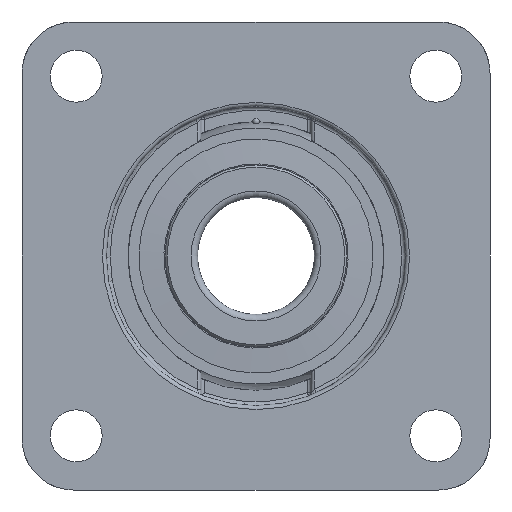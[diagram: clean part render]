
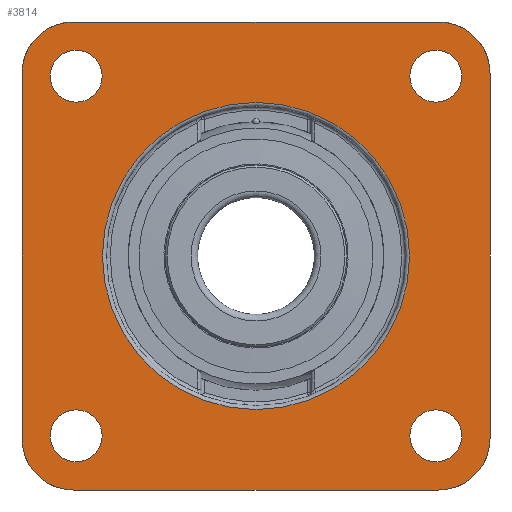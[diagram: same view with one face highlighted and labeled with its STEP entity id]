
A CAD part, left-side view. The second image highlights one B-rep face of the part: STEP entity #3814.
In plain terms, the highlighted face is planar.
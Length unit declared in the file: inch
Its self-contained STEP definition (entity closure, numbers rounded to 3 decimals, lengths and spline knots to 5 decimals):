
#3475=CARTESIAN_POINT('',(1.65798,-2.12598,0.));
#3476=VERTEX_POINT('',#3475);
#3483=CARTESIAN_POINT('',(2.12598,-1.65798,0.));
#3484=VERTEX_POINT('',#3483);
#3485=CARTESIAN_POINT('',(1.65798,-1.65798,0.));
#3486=DIRECTION('',(0.,0.,1.));
#3487=DIRECTION('',(1.,0.,-0.));
#3488=AXIS2_PLACEMENT_3D('',#3485,#3486,#3487);
#3489=CIRCLE('',#3488,0.468);
#3490=EDGE_CURVE('',#3476,#3484,#3489,.T.);
#3507=CARTESIAN_POINT('',(0.,1.395,0.));
#3508=VERTEX_POINT('',#3507);
#3535=CARTESIAN_POINT('',(0.,0.,0.));
#3536=DIRECTION('',(-0.,0.,-1.));
#3537=DIRECTION('',(-0.,-1.,0.));
#3538=AXIS2_PLACEMENT_3D('',#3535,#3536,#3537);
#3539=CIRCLE('',#3538,1.395);
#3540=EDGE_CURVE('',#3508,#3508,#3539,.T.);
#3702=CARTESIAN_POINT('',(0.,0.,0.));
#3703=DIRECTION('',(0.,0.,1.));
#3704=DIRECTION('',(1.,0.,0.));
#3705=AXIS2_PLACEMENT_3D('',#3702,#3703,#3704);
#3706=PLANE('',#3705);
#3707=CARTESIAN_POINT('',(2.12598,1.65798,0.));
#3708=VERTEX_POINT('',#3707);
#3709=CARTESIAN_POINT('',(2.12598,1.65798,0.));
#3710=DIRECTION('',(0.,-1.,0.));
#3711=VECTOR('',#3710,1.3055);
#3712=LINE('',#3709,#3711);
#3713=EDGE_CURVE('',#3708,#3484,#3712,.T.);
#3714=ORIENTED_EDGE('',*,*,#3713,.T.);
#3715=ORIENTED_EDGE('',*,*,#3490,.F.);
#3716=CARTESIAN_POINT('',(-1.65798,-2.12598,0.));
#3717=VERTEX_POINT('',#3716);
#3718=CARTESIAN_POINT('',(1.65798,-2.12598,0.));
#3719=DIRECTION('',(-1.,0.,0.));
#3720=VECTOR('',#3719,1.3055);
#3721=LINE('',#3718,#3720);
#3722=EDGE_CURVE('',#3476,#3717,#3721,.T.);
#3723=ORIENTED_EDGE('',*,*,#3722,.T.);
#3724=CARTESIAN_POINT('',(-2.12598,-1.65798,0.));
#3725=VERTEX_POINT('',#3724);
#3726=CARTESIAN_POINT('',(-1.65798,-1.65798,0.));
#3727=DIRECTION('',(0.,0.,1.));
#3728=DIRECTION('',(1.,0.,-0.));
#3729=AXIS2_PLACEMENT_3D('',#3726,#3727,#3728);
#3730=CIRCLE('',#3729,0.468);
#3731=EDGE_CURVE('',#3725,#3717,#3730,.T.);
#3732=ORIENTED_EDGE('',*,*,#3731,.F.);
#3733=CARTESIAN_POINT('',(-2.12598,1.65798,0.));
#3734=VERTEX_POINT('',#3733);
#3735=CARTESIAN_POINT('',(-2.12598,-1.65798,0.));
#3736=DIRECTION('',(0.,1.,0.));
#3737=VECTOR('',#3736,1.3055);
#3738=LINE('',#3735,#3737);
#3739=EDGE_CURVE('',#3725,#3734,#3738,.T.);
#3740=ORIENTED_EDGE('',*,*,#3739,.T.);
#3741=CARTESIAN_POINT('',(-1.65798,2.12598,0.));
#3742=VERTEX_POINT('',#3741);
#3743=CARTESIAN_POINT('',(-1.65798,1.65798,0.));
#3744=DIRECTION('',(0.,0.,1.));
#3745=DIRECTION('',(1.,0.,-0.));
#3746=AXIS2_PLACEMENT_3D('',#3743,#3744,#3745);
#3747=CIRCLE('',#3746,0.468);
#3748=EDGE_CURVE('',#3742,#3734,#3747,.T.);
#3749=ORIENTED_EDGE('',*,*,#3748,.F.);
#3750=CARTESIAN_POINT('',(1.65798,2.12598,0.));
#3751=VERTEX_POINT('',#3750);
#3752=CARTESIAN_POINT('',(-1.65798,2.12598,0.));
#3753=DIRECTION('',(1.,0.,-0.));
#3754=VECTOR('',#3753,1.3055);
#3755=LINE('',#3752,#3754);
#3756=EDGE_CURVE('',#3742,#3751,#3755,.T.);
#3757=ORIENTED_EDGE('',*,*,#3756,.T.);
#3758=CARTESIAN_POINT('',(1.65798,1.65798,0.));
#3759=DIRECTION('',(0.,0.,1.));
#3760=DIRECTION('',(1.,0.,-0.));
#3761=AXIS2_PLACEMENT_3D('',#3758,#3759,#3760);
#3762=CIRCLE('',#3761,0.468);
#3763=EDGE_CURVE('',#3708,#3751,#3762,.T.);
#3764=ORIENTED_EDGE('',*,*,#3763,.F.);
#3765=EDGE_LOOP('',(#3714,#3715,#3723,#3732,#3740,#3749,#3757,#3764));
#3766=FACE_BOUND('',#3765,.T.);
#3767=CARTESIAN_POINT('',(-1.87008,1.63386,0.));
#3768=VERTEX_POINT('',#3767);
#3769=CARTESIAN_POINT('',(-1.63386,1.63386,0.));
#3770=DIRECTION('',(0.,0.,1.));
#3771=DIRECTION('',(1.,0.,-0.));
#3772=AXIS2_PLACEMENT_3D('',#3769,#3770,#3771);
#3773=CIRCLE('',#3772,0.23622);
#3774=EDGE_CURVE('',#3768,#3768,#3773,.T.);
#3775=ORIENTED_EDGE('',*,*,#3774,.T.);
#3776=EDGE_LOOP('',(#3775));
#3777=FACE_BOUND('',#3776,.T.);
#3778=CARTESIAN_POINT('',(-1.63386,-1.87008,0.));
#3779=VERTEX_POINT('',#3778);
#3780=CARTESIAN_POINT('',(-1.63386,-1.63386,0.));
#3781=DIRECTION('',(0.,0.,1.));
#3782=DIRECTION('',(-0.,1.,0.));
#3783=AXIS2_PLACEMENT_3D('',#3780,#3781,#3782);
#3784=CIRCLE('',#3783,0.23622);
#3785=EDGE_CURVE('',#3779,#3779,#3784,.T.);
#3786=ORIENTED_EDGE('',*,*,#3785,.T.);
#3787=EDGE_LOOP('',(#3786));
#3788=FACE_BOUND('',#3787,.T.);
#3789=CARTESIAN_POINT('',(1.87008,-1.63386,0.));
#3790=VERTEX_POINT('',#3789);
#3791=CARTESIAN_POINT('',(1.63386,-1.63386,0.));
#3792=DIRECTION('',(0.,0.,1.));
#3793=DIRECTION('',(-1.,-0.,0.));
#3794=AXIS2_PLACEMENT_3D('',#3791,#3792,#3793);
#3795=CIRCLE('',#3794,0.23622);
#3796=EDGE_CURVE('',#3790,#3790,#3795,.T.);
#3797=ORIENTED_EDGE('',*,*,#3796,.T.);
#3798=EDGE_LOOP('',(#3797));
#3799=FACE_BOUND('',#3798,.T.);
#3800=CARTESIAN_POINT('',(1.63386,1.87008,0.));
#3801=VERTEX_POINT('',#3800);
#3802=CARTESIAN_POINT('',(1.63386,1.63386,0.));
#3803=DIRECTION('',(0.,0.,1.));
#3804=DIRECTION('',(0.,-1.,0.));
#3805=AXIS2_PLACEMENT_3D('',#3802,#3803,#3804);
#3806=CIRCLE('',#3805,0.23622);
#3807=EDGE_CURVE('',#3801,#3801,#3806,.T.);
#3808=ORIENTED_EDGE('',*,*,#3807,.T.);
#3809=EDGE_LOOP('',(#3808));
#3810=FACE_BOUND('',#3809,.T.);
#3811=ORIENTED_EDGE('',*,*,#3540,.F.);
#3812=EDGE_LOOP('',(#3811));
#3813=FACE_BOUND('',#3812,.T.);
#3814=ADVANCED_FACE('',(#3766,#3777,#3788,#3799,#3810,#3813),#3706,.F.);
